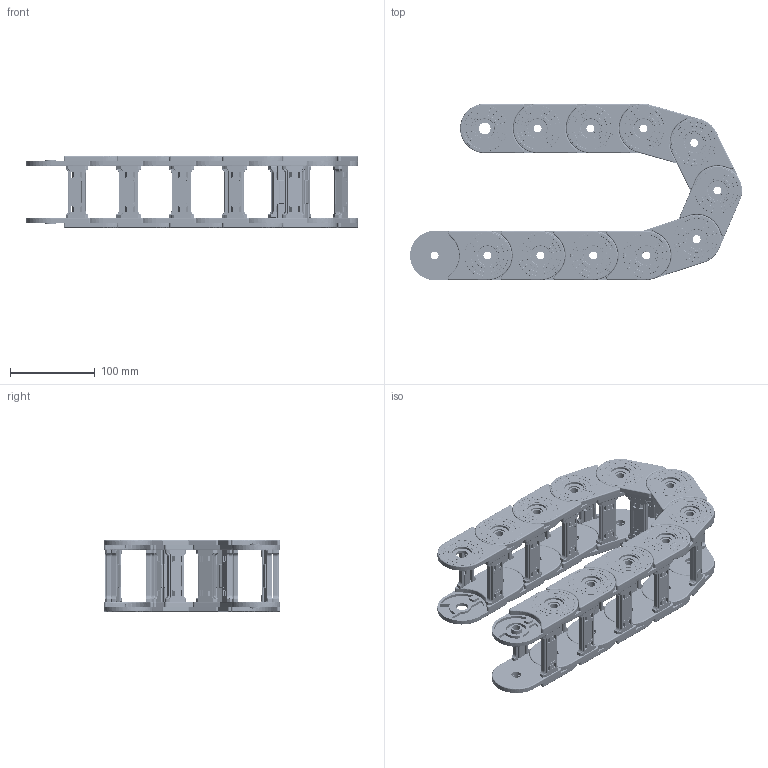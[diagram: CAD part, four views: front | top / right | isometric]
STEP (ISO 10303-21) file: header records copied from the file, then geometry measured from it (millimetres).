
FILE_DESCRIPTION (( 'STEP AP214' ), '1' );
FILE_NAME ('CK42-A060-R075.STEP', '2019-09-10T07:16:22', ( '' ), ( '' ), 'SwSTEP 2.0', 'SolidWorks 2017', '' );
FILE_SCHEMA (( 'AUTOMOTIVE_DESIGN' ));
Length unit declared in the file: millimetre
Products named in the file (2): CK42-A060; CK42-A060-R075
Assembly tree (11 placements, depth 2):
  CK42-A060-R075
    CK42-A060  x11
Bounding box: 392.12 x 208 x 85.3 mm (x, y, z)
Volume: 848326.3 mm3; surface area: 530717.7 mm2
Topology: 44 solids, 44 shells, 8382 faces, 21318 edges, 13156 vertices
Faces by surface type: cylinder 3696, plane 2948, bspline 1034, torus 440, sphere 264
Entity records: 37724 total; most frequent: CARTESIAN_POINT 20859, ORIENTED_EDGE 3820, DIRECTION 2924, EDGE_CURVE 1910, VERTEX_POINT 1196, AXIS2_PLACEMENT_3D 986, VECTOR 952, LINE 952
